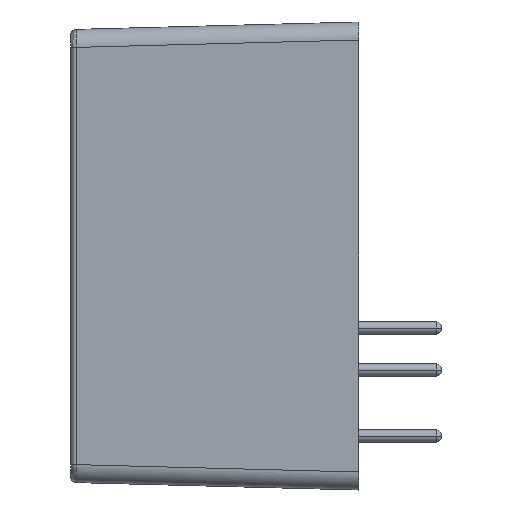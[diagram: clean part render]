
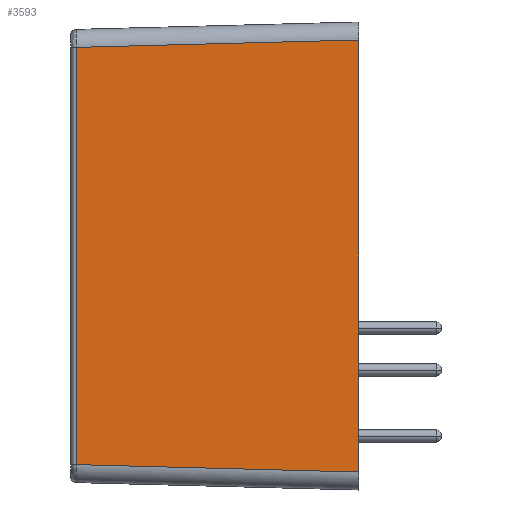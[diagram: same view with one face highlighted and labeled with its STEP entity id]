
A CAD part, left-side view. The second image highlights one B-rep face of the part: STEP entity #3593.
In plain terms, the highlighted planar face has unit normal (-1, 0.026, 0).
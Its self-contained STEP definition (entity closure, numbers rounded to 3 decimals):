
#22=CARTESIAN_POINT('',(-34.75,0.,18.001));
#71=CARTESIAN_POINT('',(-34.75,0.,-18.001));
#82=DIRECTION('',(0.,0.,1.));
#83=VECTOR('',#82,36.001);
#84=CARTESIAN_POINT('',(-34.75,0.,-18.001));
#85=LINE('',#84,#83);
#494=DIRECTION('',(0.,0.,1.));
#495=VECTOR('',#494,34.77);
#496=CARTESIAN_POINT('',(-34.134,23.513,-17.385));
#497=LINE('',#496,#495);
#501=DIRECTION('',(-0.026,-0.999,0.026));
#502=VECTOR('',#501,23.529);
#503=CARTESIAN_POINT('',(-34.134,23.513,17.385));
#504=LINE('',#503,#502);
#508=DIRECTION('',(-0.026,-0.999,-0.026));
#509=VECTOR('',#508,23.529);
#510=CARTESIAN_POINT('',(-34.134,23.513,-17.385));
#511=LINE('',#510,#509);
#524=CARTESIAN_POINT('',(-34.134,23.513,-17.385));
#2735=VERTEX_POINT('',#22);
#2740=VERTEX_POINT('',#71);
#2761=VERTEX_POINT('',#524);
#2764=CARTESIAN_POINT('',(-34.134,23.513,17.385));
#2765=VERTEX_POINT('',#2764);
#3581=CARTESIAN_POINT('',(-34.75,0.,-21.552));
#3582=DIRECTION('',(-1.,0.026,0.));
#3583=DIRECTION('',(0.,0.,-1.));
#3584=AXIS2_PLACEMENT_3D('',#3581,#3582,#3583);
#3585=PLANE('',#3584);
#3586=ORIENTED_EDGE('',*,*,#3575,.T.);
#3587=ORIENTED_EDGE('',*,*,#3256,.T.);
#3588=ORIENTED_EDGE('',*,*,#3191,.F.);
#3590=ORIENTED_EDGE('',*,*,#3589,.F.);
#3591=EDGE_LOOP('',(#3586,#3587,#3588,#3590));
#3592=FACE_OUTER_BOUND('',#3591,.F.);
#3593=ADVANCED_FACE('',(#3592),#3585,.T.);
#3191=EDGE_CURVE('',#2740,#2735,#85,.T.);
#3256=EDGE_CURVE('',#2765,#2735,#504,.T.);
#3575=EDGE_CURVE('',#2761,#2765,#497,.T.);
#3589=EDGE_CURVE('',#2761,#2740,#511,.T.);
